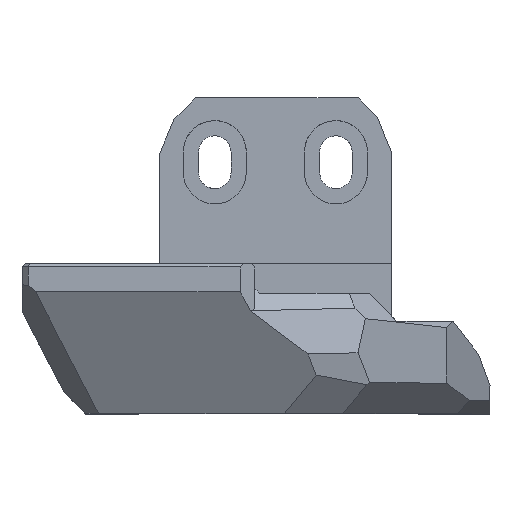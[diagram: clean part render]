
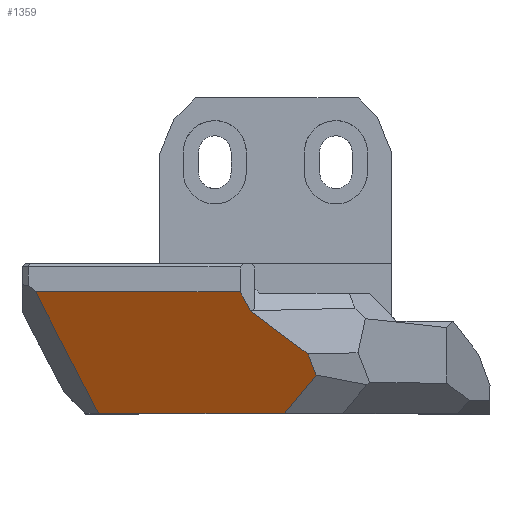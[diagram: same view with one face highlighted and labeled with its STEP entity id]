
A CAD part, top view. The second image highlights one B-rep face of the part: STEP entity #1359.
In plain terms, the highlighted planar face has unit normal (0, -0.485, 0.875).
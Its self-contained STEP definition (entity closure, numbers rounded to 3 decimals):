
#183 = CARTESIAN_POINT ( 'NONE',  ( 22.538, 0.224, 72.464 ) ) ;
#188 = CARTESIAN_POINT ( 'NONE',  ( -1.972, 12.19, 79.1 ) ) ;
#248 = CARTESIAN_POINT ( 'NONE',  ( 18.547, 11.541, 78.74 ) ) ;
#282 = CARTESIAN_POINT ( 'NONE',  ( 19.267, 10.242, 78.02 ) ) ;
#291 = B_SPLINE_CURVE_WITH_KNOTS ( 'NONE', 3,
 ( #188, #1747, #4010, #4076 ),
 .UNSPECIFIED., .F., .F.,
 ( 4, 4 ),
 ( 0., 1. ),
 .UNSPECIFIED. ) ;
#364 = CARTESIAN_POINT ( 'NONE',  ( -1.972, 12.19, 79.1 ) ) ;
#1359 = ADVANCED_FACE ( 'NONE', ( #9377 ), #5201, .T. ) ;
#1578 = EDGE_CURVE ( 'NONE', #5114, #6725, #5214, .T. ) ;
#1683 = B_SPLINE_CURVE_WITH_KNOTS ( 'NONE', 3,
 ( #2264, #3003, #3066, #4443 ),
 .UNSPECIFIED., .F., .F.,
 ( 4, 4 ),
 ( 0., 1. ),
 .UNSPECIFIED. ) ;
#1747 = CARTESIAN_POINT ( 'NONE',  ( 0.1, 8.201, 76.888 ) ) ;
#1877 = ORIENTED_EDGE ( 'NONE', *, *, #2231, .T. ) ;
#1882 = EDGE_CURVE ( 'NONE', #4865, #7057, #3399, .T. ) ;
#2150 = CARTESIAN_POINT ( 'NONE',  ( 22.538, 0.224, 72.464 ) ) ;
#2179 = CARTESIAN_POINT ( 'NONE',  ( 10.342, 0.224, 72.464 ) ) ;
#2231 = EDGE_CURVE ( 'NONE', #4396, #8472, #9737, .T. ) ;
#2264 = CARTESIAN_POINT ( 'NONE',  ( 25.683, 4.003, 74.559 ) ) ;
#2357 = ORIENTED_EDGE ( 'NONE', *, *, #5031, .T. ) ;
#2434 = EDGE_CURVE ( 'NONE', #6725, #4396, #1683, .T. ) ;
#2581 = B_SPLINE_CURVE_WITH_KNOTS ( 'NONE', 3,
 ( #5873, #2179, #7315, #2150 ),
 .UNSPECIFIED., .F., .F.,
 ( 4, 4 ),
 ( 0., 1. ),
 .UNSPECIFIED. ) ;
#2940 = EDGE_CURVE ( 'NONE', #8472, #4865, #5723, .T. ) ;
#2947 = CARTESIAN_POINT ( 'NONE',  ( 19.267, 10.242, 78.02 ) ) ;
#3003 = CARTESIAN_POINT ( 'NONE',  ( 25.415, 4.694, 74.943 ) ) ;
#3053 = EDGE_LOOP ( 'NONE', ( #3495, #3811, #1877, #7138, #4661, #7365, #2357 ) ) ;
#3066 = CARTESIAN_POINT ( 'NONE',  ( 25.146, 5.385, 75.326 ) ) ;
#3216 = CARTESIAN_POINT ( 'NONE',  ( 21.137, 8.854, 77.25 ) ) ;
#3399 = B_SPLINE_CURVE_WITH_KNOTS ( 'NONE', 3,
 ( #9358, #9426, #4844, #364 ),
 .UNSPECIFIED., .F., .F.,
 ( 4, 4 ),
 ( 0., 1. ),
 .UNSPECIFIED. ) ;
#3495 = ORIENTED_EDGE ( 'NONE', *, *, #1578, .T. ) ;
#3811 = ORIENTED_EDGE ( 'NONE', *, *, #2434, .T. ) ;
#3971 = CARTESIAN_POINT ( 'NONE',  ( 18.907, 10.892, 78.38 ) ) ;
#3974 = CARTESIAN_POINT ( 'NONE',  ( 19.267, 10.242, 78.02 ) ) ;
#4006 = CARTESIAN_POINT ( 'NONE',  ( 24.878, 6.076, 75.709 ) ) ;
#4010 = CARTESIAN_POINT ( 'NONE',  ( 2.173, 4.213, 74.676 ) ) ;
#4076 = CARTESIAN_POINT ( 'NONE',  ( 4.245, 0.224, 72.464 ) ) ;
#4396 = VERTEX_POINT ( 'NONE', #4731 ) ;
#4443 = CARTESIAN_POINT ( 'NONE',  ( 24.878, 6.076, 75.709 ) ) ;
#4661 = ORIENTED_EDGE ( 'NONE', *, *, #1882, .T. ) ;
#4731 = CARTESIAN_POINT ( 'NONE',  ( 24.878, 6.076, 75.709 ) ) ;
#4750 = CARTESIAN_POINT ( 'NONE',  ( 23.008, 7.465, 76.479 ) ) ;
#4844 = CARTESIAN_POINT ( 'NONE',  ( 4.748, 12.19, 79.1 ) ) ;
#4865 = VERTEX_POINT ( 'NONE', #8528 ) ;
#4923 = CARTESIAN_POINT ( 'NONE',  ( 25.683, 4.003, 74.559 ) ) ;
#5031 = EDGE_CURVE ( 'NONE', #7988, #5114, #2581, .T. ) ;
#5114 = VERTEX_POINT ( 'NONE', #183 ) ;
#5201 = PLANE ( 'NONE',  #5266 ) ;
#5214 = B_SPLINE_CURVE_WITH_KNOTS ( 'NONE', 3,
 ( #8647, #5760, #7243, #4923 ),
 .UNSPECIFIED., .F., .F.,
 ( 4, 4 ),
 ( 0., 1. ),
 .UNSPECIFIED. ) ;
#5266 = AXIS2_PLACEMENT_3D ( 'NONE', #8182, #5982, #9009 ) ;
#5723 = B_SPLINE_CURVE_WITH_KNOTS ( 'NONE', 3,
 ( #282, #3971, #248, #6986 ),
 .UNSPECIFIED., .F., .F.,
 ( 4, 4 ),
 ( 0., 1. ),
 .UNSPECIFIED. ) ;
#5760 = CARTESIAN_POINT ( 'NONE',  ( 23.586, 1.484, 73.162 ) ) ;
#5873 = CARTESIAN_POINT ( 'NONE',  ( 4.245, 0.224, 72.464 ) ) ;
#5982 = DIRECTION ( 'NONE',  ( 0., -0.485, 0.875 ) ) ;
#6051 = CARTESIAN_POINT ( 'NONE',  ( 25.683, 4.003, 74.559 ) ) ;
#6525 = CARTESIAN_POINT ( 'NONE',  ( 4.245, 0.224, 72.464 ) ) ;
#6725 = VERTEX_POINT ( 'NONE', #6051 ) ;
#6843 = EDGE_CURVE ( 'NONE', #7057, #7988, #291, .T. ) ;
#6986 = CARTESIAN_POINT ( 'NONE',  ( 18.187, 12.19, 79.1 ) ) ;
#7057 = VERTEX_POINT ( 'NONE', #8752 ) ;
#7138 = ORIENTED_EDGE ( 'NONE', *, *, #2940, .T. ) ;
#7243 = CARTESIAN_POINT ( 'NONE',  ( 24.634, 2.743, 73.861 ) ) ;
#7315 = CARTESIAN_POINT ( 'NONE',  ( 16.44, 0.224, 72.464 ) ) ;
#7365 = ORIENTED_EDGE ( 'NONE', *, *, #6843, .T. ) ;
#7988 = VERTEX_POINT ( 'NONE', #6525 ) ;
#8182 = CARTESIAN_POINT ( 'NONE',  ( 2., -51.435, 43.814 ) ) ;
#8472 = VERTEX_POINT ( 'NONE', #2947 ) ;
#8528 = CARTESIAN_POINT ( 'NONE',  ( 18.187, 12.19, 79.1 ) ) ;
#8647 = CARTESIAN_POINT ( 'NONE',  ( 22.538, 0.224, 72.464 ) ) ;
#8752 = CARTESIAN_POINT ( 'NONE',  ( -1.972, 12.19, 79.1 ) ) ;
#9009 = DIRECTION ( 'NONE',  ( -1., 0., 0. ) ) ;
#9358 = CARTESIAN_POINT ( 'NONE',  ( 18.187, 12.19, 79.1 ) ) ;
#9377 = FACE_OUTER_BOUND ( 'NONE', #3053, .T. ) ;
#9426 = CARTESIAN_POINT ( 'NONE',  ( 11.467, 12.19, 79.1 ) ) ;
#9737 = B_SPLINE_CURVE_WITH_KNOTS ( 'NONE', 3,
 ( #4006, #4750, #3216, #3974 ),
 .UNSPECIFIED., .F., .F.,
 ( 4, 4 ),
 ( 0., 1. ),
 .UNSPECIFIED. ) ;
